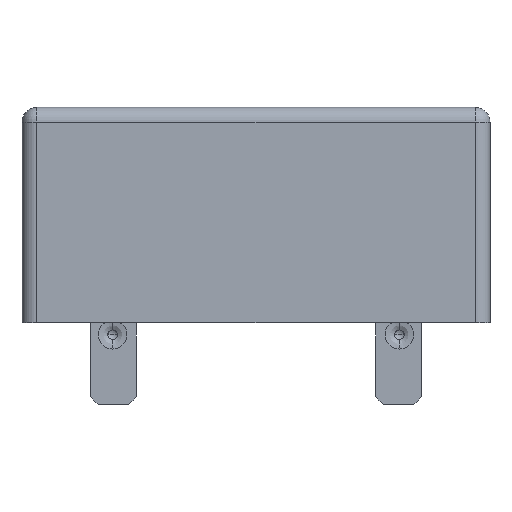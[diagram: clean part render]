
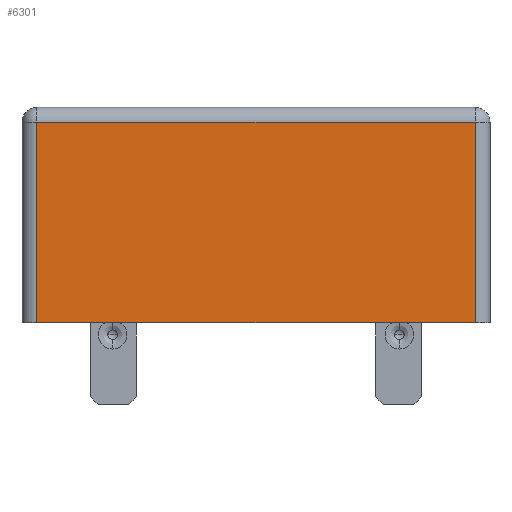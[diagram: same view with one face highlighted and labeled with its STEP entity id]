
A CAD part, front view. The second image highlights one B-rep face of the part: STEP entity #6301.
In plain terms, the highlighted planar face has unit normal (0, -1, 0).
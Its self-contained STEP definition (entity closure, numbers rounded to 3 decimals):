
#1869 = PLANE('',#1870);
#1870 = AXIS2_PLACEMENT_3D('',#1871,#1872,#1873);
#1871 = CARTESIAN_POINT('',(7.493,2.858,0.));
#1872 = DIRECTION('',(0.,0.,1.));
#1873 = DIRECTION('',(0.,-1.,0.));
#2920 = VERTEX_POINT('',#2921);
#2921 = CARTESIAN_POINT('',(-7.493,-3.366,0.));
#2936 = CYLINDRICAL_SURFACE('',#2937,0.508);
#2937 = AXIS2_PLACEMENT_3D('',#2938,#2939,#2940);
#2938 = CARTESIAN_POINT('',(-7.493,-2.858,7.366));
#2939 = DIRECTION('',(0.,0.,-1.));
#2940 = DIRECTION('',(0.,1.,0.));
#2970 = EDGE_CURVE('',#2920,#2971,#2973,.T.);
#2971 = VERTEX_POINT('',#2972);
#2972 = CARTESIAN_POINT('',(7.493,-3.366,0.));
#2973 = SURFACE_CURVE('',#2974,(#2978,#2985),.PCURVE_S1.);
#2974 = LINE('',#2975,#2976);
#2975 = CARTESIAN_POINT('',(7.493,-3.366,0.));
#2976 = VECTOR('',#2977,1.);
#2977 = DIRECTION('',(1.,0.,0.));
#2978 = PCURVE('',#1869,#2979);
#2979 = DEFINITIONAL_REPRESENTATION('',(#2980),#2984);
#2980 = LINE('',#2981,#2982);
#2981 = CARTESIAN_POINT('',(6.223,0.));
#2982 = VECTOR('',#2983,1.);
#2983 = DIRECTION('',(0.,1.));
#2984 = ( GEOMETRIC_REPRESENTATION_CONTEXT(2) 
PARAMETRIC_REPRESENTATION_CONTEXT() REPRESENTATION_CONTEXT('2D SPACE',''
  ) );
#2985 = PCURVE('',#2986,#2991);
#2986 = PLANE('',#2987);
#2987 = AXIS2_PLACEMENT_3D('',#2988,#2989,#2990);
#2988 = CARTESIAN_POINT('',(7.493,-3.366,7.366));
#2989 = DIRECTION('',(0.,1.,0.));
#2990 = DIRECTION('',(-1.,0.,0.));
#2991 = DEFINITIONAL_REPRESENTATION('',(#2992),#2996);
#2992 = LINE('',#2993,#2994);
#2993 = CARTESIAN_POINT('',(0.,-7.366));
#2994 = VECTOR('',#2995,1.);
#2995 = DIRECTION('',(-1.,0.));
#2996 = ( GEOMETRIC_REPRESENTATION_CONTEXT(2) 
PARAMETRIC_REPRESENTATION_CONTEXT() REPRESENTATION_CONTEXT('2D SPACE',''
  ) );
#3015 = CYLINDRICAL_SURFACE('',#3016,0.508);
#3016 = AXIS2_PLACEMENT_3D('',#3017,#3018,#3019);
#3017 = CARTESIAN_POINT('',(7.493,-2.858,7.366));
#3018 = DIRECTION('',(0.,0.,-1.));
#3019 = DIRECTION('',(0.,1.,0.));
#4807 = CYLINDRICAL_SURFACE('',#4808,0.508);
#4808 = AXIS2_PLACEMENT_3D('',#4809,#4810,#4811);
#4809 = CARTESIAN_POINT('',(7.493,-2.858,6.858));
#4810 = DIRECTION('',(-1.,0.,0.));
#4811 = DIRECTION('',(0.,-1.,0.));
#6065 = VERTEX_POINT('',#6066);
#6066 = CARTESIAN_POINT('',(7.493,-3.366,6.858));
#6137 = EDGE_CURVE('',#6065,#2971,#6138,.T.);
#6138 = SURFACE_CURVE('',#6139,(#6143,#6172),.PCURVE_S1.);
#6139 = LINE('',#6140,#6141);
#6140 = CARTESIAN_POINT('',(7.493,-3.366,7.366));
#6141 = VECTOR('',#6142,1.);
#6142 = DIRECTION('',(0.,0.,-1.));
#6143 = PCURVE('',#3015,#6144);
#6144 = DEFINITIONAL_REPRESENTATION('',(#6145),#6171);
#6145 = B_SPLINE_CURVE_WITH_KNOTS('',3,(#6146,#6147,#6148,#6149,#6150,
    #6151,#6152,#6153,#6154,#6155,#6156,#6157,#6158,#6159,#6160,#6161,
    #6162,#6163,#6164,#6165,#6166,#6167,#6168,#6169,#6170),
  .UNSPECIFIED.,.F.,.F.,(4,1,1,1,1,1,1,1,1,1,1,1,1,1,1,1,1,1,1,1,1,1,4),
  (0.508,0.82,1.131,1.443,1.755,
    2.067,2.378,2.69,3.002,
    3.314,3.625,3.937,4.249,4.56,
    4.872,5.184,5.496,5.807,
    6.119,6.431,6.743,7.054,7.366),
  .QUASI_UNIFORM_KNOTS.);
#6146 = CARTESIAN_POINT('',(3.142,0.508));
#6147 = CARTESIAN_POINT('',(3.142,0.612));
#6148 = CARTESIAN_POINT('',(3.142,0.82));
#6149 = CARTESIAN_POINT('',(3.142,1.131));
#6150 = CARTESIAN_POINT('',(3.142,1.443));
#6151 = CARTESIAN_POINT('',(3.142,1.755));
#6152 = CARTESIAN_POINT('',(3.142,2.067));
#6153 = CARTESIAN_POINT('',(3.142,2.378));
#6154 = CARTESIAN_POINT('',(3.142,2.69));
#6155 = CARTESIAN_POINT('',(3.142,3.002));
#6156 = CARTESIAN_POINT('',(3.142,3.314));
#6157 = CARTESIAN_POINT('',(3.142,3.625));
#6158 = CARTESIAN_POINT('',(3.142,3.937));
#6159 = CARTESIAN_POINT('',(3.142,4.249));
#6160 = CARTESIAN_POINT('',(3.142,4.56));
#6161 = CARTESIAN_POINT('',(3.142,4.872));
#6162 = CARTESIAN_POINT('',(3.142,5.184));
#6163 = CARTESIAN_POINT('',(3.142,5.496));
#6164 = CARTESIAN_POINT('',(3.142,5.807));
#6165 = CARTESIAN_POINT('',(3.142,6.119));
#6166 = CARTESIAN_POINT('',(3.142,6.431));
#6167 = CARTESIAN_POINT('',(3.142,6.743));
#6168 = CARTESIAN_POINT('',(3.142,7.054));
#6169 = CARTESIAN_POINT('',(3.142,7.262));
#6170 = CARTESIAN_POINT('',(3.142,7.366));
#6171 = ( GEOMETRIC_REPRESENTATION_CONTEXT(2) 
PARAMETRIC_REPRESENTATION_CONTEXT() REPRESENTATION_CONTEXT('2D SPACE',''
  ) );
#6172 = PCURVE('',#2986,#6173);
#6173 = DEFINITIONAL_REPRESENTATION('',(#6174),#6178);
#6174 = LINE('',#6175,#6176);
#6175 = CARTESIAN_POINT('',(0.,0.));
#6176 = VECTOR('',#6177,1.);
#6177 = DIRECTION('',(0.,-1.));
#6178 = ( GEOMETRIC_REPRESENTATION_CONTEXT(2) 
PARAMETRIC_REPRESENTATION_CONTEXT() REPRESENTATION_CONTEXT('2D SPACE',''
  ) );
#6301 = ADVANCED_FACE('',(#6302),#2986,.F.);
#6302 = FACE_BOUND('',#6303,.T.);
#6303 = EDGE_LOOP('',(#6304,#6305,#6350,#6393));
#6304 = ORIENTED_EDGE('',*,*,#6137,.F.);
#6305 = ORIENTED_EDGE('',*,*,#6306,.T.);
#6306 = EDGE_CURVE('',#6065,#6307,#6309,.T.);
#6307 = VERTEX_POINT('',#6308);
#6308 = CARTESIAN_POINT('',(-7.493,-3.366,6.858));
#6309 = SURFACE_CURVE('',#6310,(#6314,#6321),.PCURVE_S1.);
#6310 = LINE('',#6311,#6312);
#6311 = CARTESIAN_POINT('',(-7.493,-3.366,6.858));
#6312 = VECTOR('',#6313,1.);
#6313 = DIRECTION('',(-1.,0.,0.));
#6314 = PCURVE('',#2986,#6315);
#6315 = DEFINITIONAL_REPRESENTATION('',(#6316),#6320);
#6316 = LINE('',#6317,#6318);
#6317 = CARTESIAN_POINT('',(14.986,-0.508));
#6318 = VECTOR('',#6319,1.);
#6319 = DIRECTION('',(1.,0.));
#6320 = ( GEOMETRIC_REPRESENTATION_CONTEXT(2) 
PARAMETRIC_REPRESENTATION_CONTEXT() REPRESENTATION_CONTEXT('2D SPACE',''
  ) );
#6321 = PCURVE('',#4807,#6322);
#6322 = DEFINITIONAL_REPRESENTATION('',(#6323),#6349);
#6323 = B_SPLINE_CURVE_WITH_KNOTS('',3,(#6324,#6325,#6326,#6327,#6328,
    #6329,#6330,#6331,#6332,#6333,#6334,#6335,#6336,#6337,#6338,#6339,
    #6340,#6341,#6342,#6343,#6344,#6345,#6346,#6347,#6348),
  .UNSPECIFIED.,.F.,.F.,(4,1,1,1,1,1,1,1,1,1,1,1,1,1,1,1,1,1,1,1,1,1,4),
  (-14.986,-14.305,-13.624,-12.942,
    -12.261,-11.58,-10.899,-10.218,
    -9.537,-8.855,-8.174,-7.493,
    -6.812,-6.131,-5.449,-4.768,
    -4.087,-3.406,-2.725,-2.044,
    -1.362,-0.681,0.),
  .UNSPECIFIED.);
#6324 = CARTESIAN_POINT('',(0.,0.));
#6325 = CARTESIAN_POINT('',(0.,0.227));
#6326 = CARTESIAN_POINT('',(0.,0.681));
#6327 = CARTESIAN_POINT('',(0.,1.362));
#6328 = CARTESIAN_POINT('',(0.,2.044));
#6329 = CARTESIAN_POINT('',(0.,2.725));
#6330 = CARTESIAN_POINT('',(0.,3.406));
#6331 = CARTESIAN_POINT('',(0.,4.087));
#6332 = CARTESIAN_POINT('',(0.,4.768));
#6333 = CARTESIAN_POINT('',(0.,5.449));
#6334 = CARTESIAN_POINT('',(0.,6.131));
#6335 = CARTESIAN_POINT('',(0.,6.812));
#6336 = CARTESIAN_POINT('',(0.,7.493));
#6337 = CARTESIAN_POINT('',(0.,8.174));
#6338 = CARTESIAN_POINT('',(0.,8.855));
#6339 = CARTESIAN_POINT('',(0.,9.537));
#6340 = CARTESIAN_POINT('',(0.,10.218));
#6341 = CARTESIAN_POINT('',(0.,10.899));
#6342 = CARTESIAN_POINT('',(0.,11.58));
#6343 = CARTESIAN_POINT('',(0.,12.261));
#6344 = CARTESIAN_POINT('',(0.,12.942));
#6345 = CARTESIAN_POINT('',(0.,13.624));
#6346 = CARTESIAN_POINT('',(0.,14.305));
#6347 = CARTESIAN_POINT('',(0.,14.759));
#6348 = CARTESIAN_POINT('',(0.,14.986));
#6349 = ( GEOMETRIC_REPRESENTATION_CONTEXT(2) 
PARAMETRIC_REPRESENTATION_CONTEXT() REPRESENTATION_CONTEXT('2D SPACE',''
  ) );
#6350 = ORIENTED_EDGE('',*,*,#6351,.T.);
#6351 = EDGE_CURVE('',#6307,#2920,#6352,.T.);
#6352 = SURFACE_CURVE('',#6353,(#6357,#6364),.PCURVE_S1.);
#6353 = LINE('',#6354,#6355);
#6354 = CARTESIAN_POINT('',(-7.493,-3.366,7.366));
#6355 = VECTOR('',#6356,1.);
#6356 = DIRECTION('',(0.,0.,-1.));
#6357 = PCURVE('',#2986,#6358);
#6358 = DEFINITIONAL_REPRESENTATION('',(#6359),#6363);
#6359 = LINE('',#6360,#6361);
#6360 = CARTESIAN_POINT('',(14.986,0.));
#6361 = VECTOR('',#6362,1.);
#6362 = DIRECTION('',(0.,-1.));
#6363 = ( GEOMETRIC_REPRESENTATION_CONTEXT(2) 
PARAMETRIC_REPRESENTATION_CONTEXT() REPRESENTATION_CONTEXT('2D SPACE',''
  ) );
#6364 = PCURVE('',#2936,#6365);
#6365 = DEFINITIONAL_REPRESENTATION('',(#6366),#6392);
#6366 = B_SPLINE_CURVE_WITH_KNOTS('',3,(#6367,#6368,#6369,#6370,#6371,
    #6372,#6373,#6374,#6375,#6376,#6377,#6378,#6379,#6380,#6381,#6382,
    #6383,#6384,#6385,#6386,#6387,#6388,#6389,#6390,#6391),
  .UNSPECIFIED.,.F.,.F.,(4,1,1,1,1,1,1,1,1,1,1,1,1,1,1,1,1,1,1,1,1,1,4),
  (0.508,0.82,1.131,1.443,1.755,
    2.067,2.378,2.69,3.002,
    3.314,3.625,3.937,4.249,4.56,
    4.872,5.184,5.496,5.807,
    6.119,6.431,6.743,7.054,7.366),
  .QUASI_UNIFORM_KNOTS.);
#6367 = CARTESIAN_POINT('',(3.142,0.508));
#6368 = CARTESIAN_POINT('',(3.142,0.612));
#6369 = CARTESIAN_POINT('',(3.142,0.82));
#6370 = CARTESIAN_POINT('',(3.142,1.131));
#6371 = CARTESIAN_POINT('',(3.142,1.443));
#6372 = CARTESIAN_POINT('',(3.142,1.755));
#6373 = CARTESIAN_POINT('',(3.142,2.067));
#6374 = CARTESIAN_POINT('',(3.142,2.378));
#6375 = CARTESIAN_POINT('',(3.142,2.69));
#6376 = CARTESIAN_POINT('',(3.142,3.002));
#6377 = CARTESIAN_POINT('',(3.142,3.314));
#6378 = CARTESIAN_POINT('',(3.142,3.625));
#6379 = CARTESIAN_POINT('',(3.142,3.937));
#6380 = CARTESIAN_POINT('',(3.142,4.249));
#6381 = CARTESIAN_POINT('',(3.142,4.56));
#6382 = CARTESIAN_POINT('',(3.142,4.872));
#6383 = CARTESIAN_POINT('',(3.142,5.184));
#6384 = CARTESIAN_POINT('',(3.142,5.496));
#6385 = CARTESIAN_POINT('',(3.142,5.807));
#6386 = CARTESIAN_POINT('',(3.142,6.119));
#6387 = CARTESIAN_POINT('',(3.142,6.431));
#6388 = CARTESIAN_POINT('',(3.142,6.743));
#6389 = CARTESIAN_POINT('',(3.142,7.054));
#6390 = CARTESIAN_POINT('',(3.142,7.262));
#6391 = CARTESIAN_POINT('',(3.142,7.366));
#6392 = ( GEOMETRIC_REPRESENTATION_CONTEXT(2) 
PARAMETRIC_REPRESENTATION_CONTEXT() REPRESENTATION_CONTEXT('2D SPACE',''
  ) );
#6393 = ORIENTED_EDGE('',*,*,#2970,.T.);
